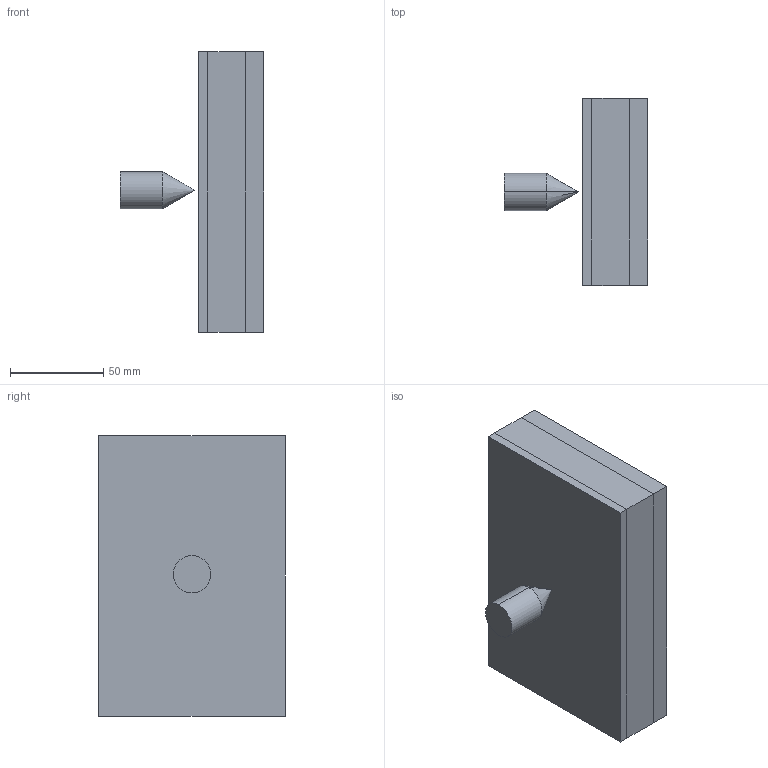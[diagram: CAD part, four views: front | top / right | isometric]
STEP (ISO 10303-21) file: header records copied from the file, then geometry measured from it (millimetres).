
FILE_DESCRIPTION (( 'STEP AP203' ), '1' );
FILE_NAME ('bullet and body.STEP', '2024-11-12T12:56:28', ( '' ), ( '' ), 'SwSTEP 2.0', 'SolidWorks 2023', '' );
FILE_SCHEMA (( 'CONFIG_CONTROL_DESIGN' ));
Length unit declared in the file: millimetre
Products named in the file (1): bullet and body
Bounding box: 77 x 100 x 150 mm (x, y, z)
Volume: 533938.8 mm3; surface area: 109867.5 mm2
Topology: 4 solids, 4 shells, 23 faces, 46 edges, 29 vertices
Faces by surface type: plane 19, cone 2, cylinder 2
Entity records: 645 total; most frequent: CARTESIAN_POINT 97, DIRECTION 96, ORIENTED_EDGE 88, EDGE_CURVE 44, LINE 40, VECTOR 40, VERTEX_POINT 29, AXIS2_PLACEMENT_3D 28
